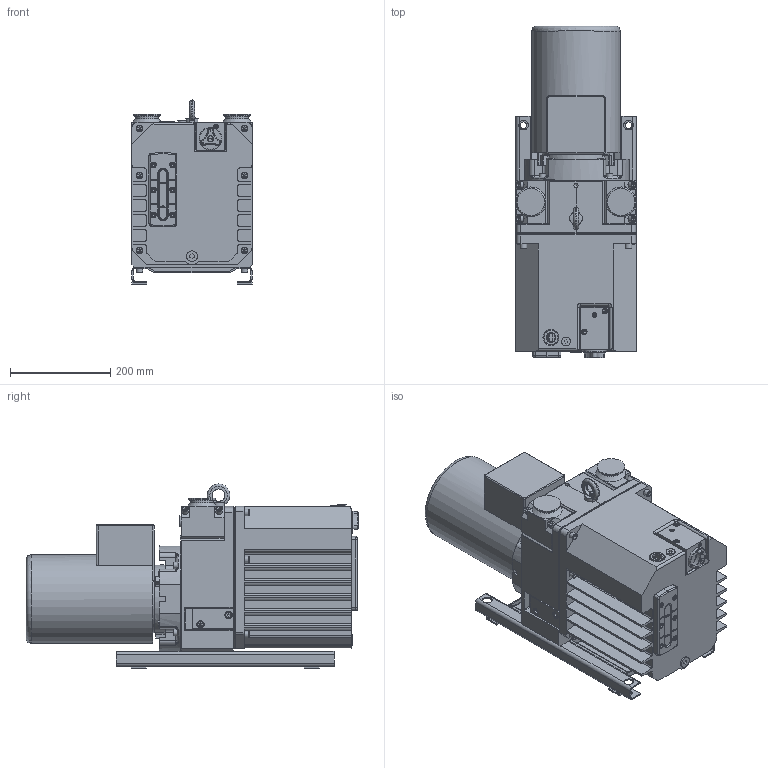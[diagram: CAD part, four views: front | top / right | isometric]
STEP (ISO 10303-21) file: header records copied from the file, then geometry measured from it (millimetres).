
FILE_DESCRIPTION(/* description */ (''),/* implementation_level */ '2;1');
FILE_NAME(/* time_stamp */ '2016-11-14T10:15:12+01:00',/* organization */ ('Pfeiffer Vacuum'),/* preprocessor_version */ 'ST-DEVELOPER v15.6',/* originating_system */ 'Autodesk Inventor 2015',/* authorisation */ '');
FILE_SCHEMA (('AUTOMOTIVE_DESIGN { 1 0 10303 214 3 1 1 }'));
Length unit declared in the file: millimetre
Products named in the file (1): PK900460A_sw
Bounding box: 240.42 x 663.8 x 368.2 mm (x, y, z)
Volume: 29602308.2 mm3; surface area: 1173154.6 mm2
Topology: 1 solids, 1 shells, 1283 faces, 3401 edges, 2165 vertices
Faces by surface type: plane 747, cylinder 278, bspline 106, torus 76, cone 71, sphere 5
Full cylindrical faces by diameter (mm): 3 x1, 4 x1, 5.8 x3, 8.376 x1, 8.5 x2, 9.188 x1, 10 x10, 11 x2, 11.2 x6, 11.8 x1, 12.2 x1, 13 x24, 15 x6, 18 x1, 19 x4, 19.8 x1, 22 x2, 25 x1, 28.1 x1, 45 x3, 55 x2, 134.5 x1, 177 x1, 206 x1
Entity records: 42250 total; most frequent: CARTESIAN_POINT 10584, ORIENTED_EDGE 6332, DIRECTION 5921, EDGE_CURVE 3166, VERTEX_POINT 2093, AXIS2_PLACEMENT_3D 2003, LINE 1915, VECTOR 1915
